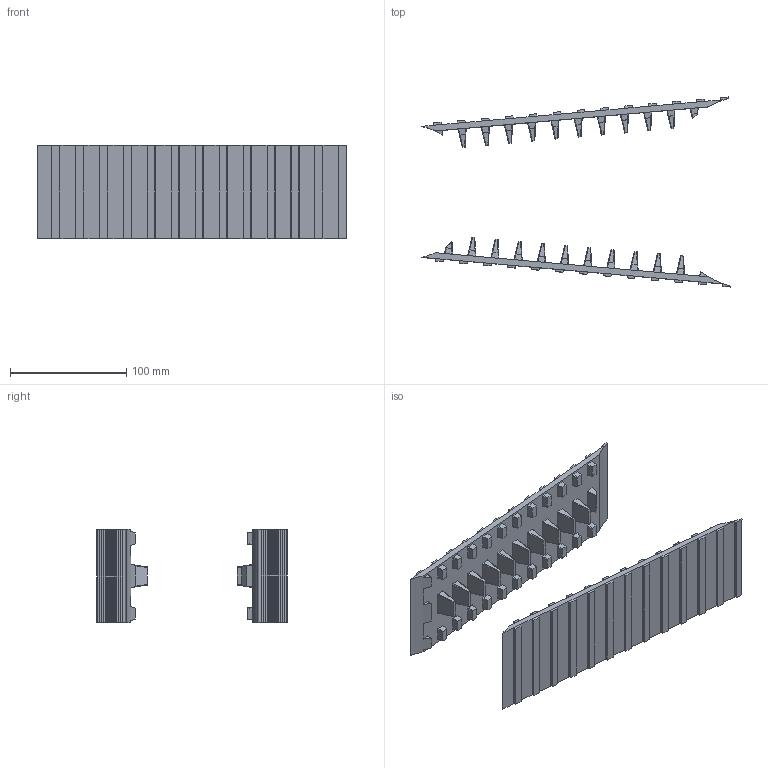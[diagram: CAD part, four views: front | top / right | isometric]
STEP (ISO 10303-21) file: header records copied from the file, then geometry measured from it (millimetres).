
FILE_DESCRIPTION (( 'STEP AP203' ), '1' );
FILE_NAME ('Correa_ParteCentral_Default_sldprt.STEP', '2023-11-21T17:53:18', ( '' ), ( '' ), 'SwSTEP 2.0', 'SolidWorks 2022', '' );
FILE_SCHEMA (( 'CONFIG_CONTROL_DESIGN' ));
Length unit declared in the file: millimetre
Products named in the file (1): Correa_ParteCentral_Default_sldprt
Bounding box: 265.54 x 163.25 x 80 mm (x, y, z)
Volume: 270252.4 mm3; surface area: 117746.8 mm2
Topology: 2 solids, 2 shells, 809 faces, 2108 edges, 1372 vertices
Faces by surface type: plane 511, cylinder 298
Entity records: 24361 total; most frequent: CARTESIAN_POINT 6206, ORIENTED_EDGE 4216, DIRECTION 3138, EDGE_CURVE 2108, VECTOR 1502, LINE 1502, VERTEX_POINT 1372, EDGE_LOOP 878
